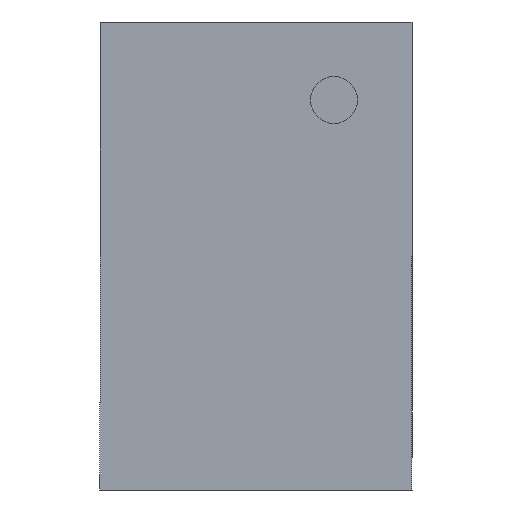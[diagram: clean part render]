
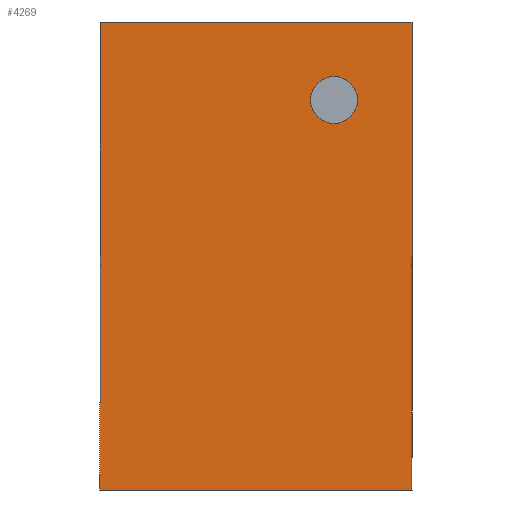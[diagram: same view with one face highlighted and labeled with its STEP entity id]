
A CAD part, front view. The second image highlights one B-rep face of the part: STEP entity #4269.
In plain terms, the highlighted planar face has unit normal (0, -1, 0).
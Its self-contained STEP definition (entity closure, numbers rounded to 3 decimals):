
#25 = FACE_BOUND ( 'NONE', #1717, .T. ) ;
#99 = CARTESIAN_POINT ( 'NONE',  ( 0., -0.25, 0. ) ) ;
#141 = EDGE_CURVE ( 'NONE', #6626, #2424, #7098, .T. ) ;
#377 = ORIENTED_EDGE ( 'NONE', *, *, #3816, .F. ) ;
#523 = LINE ( 'NONE', #1530, #3240 ) ;
#661 = VERTEX_POINT ( 'NONE', #6998 ) ;
#1201 = CARTESIAN_POINT ( 'NONE',  ( 1., -0.25, -1.5 ) ) ;
#1269 = DIRECTION ( 'NONE',  ( 0., 0., 1. ) ) ;
#1422 = DIRECTION ( 'NONE',  ( 0., 0., -1. ) ) ;
#1530 = CARTESIAN_POINT ( 'NONE',  ( -1., -0.25, -1.5 ) ) ;
#1542 = CARTESIAN_POINT ( 'NONE',  ( 0.5, -0.25, 1. ) ) ;
#1583 = ORIENTED_EDGE ( 'NONE', *, *, #2057, .F. ) ;
#1613 = ORIENTED_EDGE ( 'NONE', *, *, #3695, .F. ) ;
#1717 = EDGE_LOOP ( 'NONE', ( #5207, #1583 ) ) ;
#1738 = CARTESIAN_POINT ( 'NONE',  ( -1., -0.25, 1.5 ) ) ;
#1772 = CIRCLE ( 'NONE', #7891, 0.15 ) ;
#1912 = AXIS2_PLACEMENT_3D ( 'NONE', #99, #3197, #1269 ) ;
#1981 = ORIENTED_EDGE ( 'NONE', *, *, #3144, .F. ) ;
#2046 = VECTOR ( 'NONE', #4952, 1000. ) ;
#2057 = EDGE_CURVE ( 'NONE', #3849, #661, #5500, .T. ) ;
#2424 = VERTEX_POINT ( 'NONE', #6562 ) ;
#2528 = PLANE ( 'NONE',  #1912 ) ;
#2532 = ORIENTED_EDGE ( 'NONE', *, *, #141, .F. ) ;
#2552 = CARTESIAN_POINT ( 'NONE',  ( 0.5, -0.25, 1. ) ) ;
#2606 = CARTESIAN_POINT ( 'NONE',  ( -1., -0.25, 1.5 ) ) ;
#2726 = LINE ( 'NONE', #5223, #2892 ) ;
#2892 = VECTOR ( 'NONE', #3242, 1000. ) ;
#2939 = AXIS2_PLACEMENT_3D ( 'NONE', #1542, #5180, #1422 ) ;
#3041 = FACE_OUTER_BOUND ( 'NONE', #6997, .T. ) ;
#3144 = EDGE_CURVE ( 'NONE', #5908, #6626, #2726, .T. ) ;
#3197 = DIRECTION ( 'NONE',  ( 0., 1., 0. ) ) ;
#3240 = VECTOR ( 'NONE', #5858, 1000. ) ;
#3242 = DIRECTION ( 'NONE',  ( 0., 0., -1. ) ) ;
#3448 = CARTESIAN_POINT ( 'NONE',  ( -1., -0.25, -1.5 ) ) ;
#3578 = EDGE_CURVE ( 'NONE', #661, #3849, #1772, .T. ) ;
#3695 = EDGE_CURVE ( 'NONE', #2424, #6646, #523, .T. ) ;
#3816 = EDGE_CURVE ( 'NONE', #6646, #5908, #5594, .T. ) ;
#3849 = VERTEX_POINT ( 'NONE', #7515 ) ;
#4269 = ADVANCED_FACE ( 'NONE', ( #25, #3041 ), #2528, .F. ) ;
#4482 = DIRECTION ( 'NONE',  ( 0., -1., 0. ) ) ;
#4952 = DIRECTION ( 'NONE',  ( 1., 0., 0. ) ) ;
#5180 = DIRECTION ( 'NONE',  ( 0., -1., 0. ) ) ;
#5207 = ORIENTED_EDGE ( 'NONE', *, *, #3578, .F. ) ;
#5223 = CARTESIAN_POINT ( 'NONE',  ( 1., -0.25, -1.5 ) ) ;
#5500 = CIRCLE ( 'NONE', #2939, 0.15 ) ;
#5594 = LINE ( 'NONE', #2606, #2046 ) ;
#5629 = VECTOR ( 'NONE', #6418, 1000. ) ;
#5858 = DIRECTION ( 'NONE',  ( 0., 0., 1. ) ) ;
#5908 = VERTEX_POINT ( 'NONE', #6823 ) ;
#6418 = DIRECTION ( 'NONE',  ( -1., 0., 0. ) ) ;
#6562 = CARTESIAN_POINT ( 'NONE',  ( -1., -0.25, -1.5 ) ) ;
#6626 = VERTEX_POINT ( 'NONE', #1201 ) ;
#6646 = VERTEX_POINT ( 'NONE', #1738 ) ;
#6823 = CARTESIAN_POINT ( 'NONE',  ( 1., -0.25, 1.5 ) ) ;
#6997 = EDGE_LOOP ( 'NONE', ( #1981, #377, #1613, #2532 ) ) ;
#6998 = CARTESIAN_POINT ( 'NONE',  ( 0.5, -0.25, 0.85 ) ) ;
#7098 = LINE ( 'NONE', #3448, #5629 ) ;
#7515 = CARTESIAN_POINT ( 'NONE',  ( 0.5, -0.25, 1.15 ) ) ;
#7575 = DIRECTION ( 'NONE',  ( 0., 0., -1. ) ) ;
#7891 = AXIS2_PLACEMENT_3D ( 'NONE', #2552, #4482, #7575 ) ;
